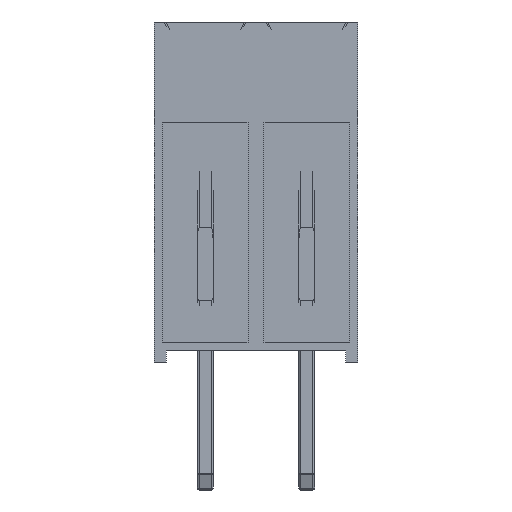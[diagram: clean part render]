
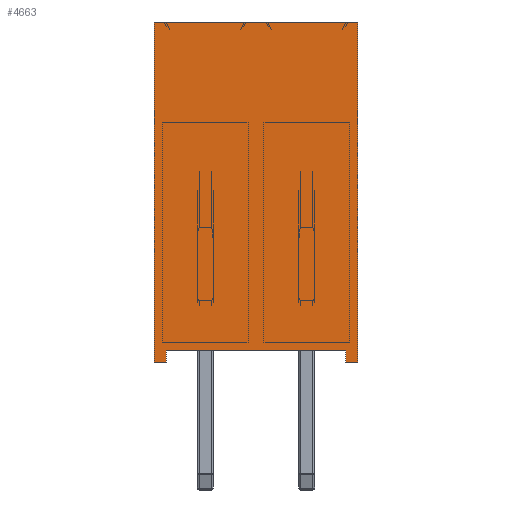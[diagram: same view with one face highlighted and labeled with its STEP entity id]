
A CAD part, left-side view. The second image highlights one B-rep face of the part: STEP entity #4663.
In plain terms, the highlighted planar face has unit normal (-1, 0, 0).
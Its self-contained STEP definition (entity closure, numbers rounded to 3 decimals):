
#690=FACE_OUTER_BOUND('',#980,.T.);
#980=EDGE_LOOP('',(#3040,#3041,#3042,#3043,#3044,#3045,#3046,#3047));
#1302=LINE('',#7272,#1650);
#1303=LINE('',#7275,#1651);
#1305=LINE('',#7279,#1653);
#1306=LINE('',#7281,#1654);
#1307=LINE('',#7283,#1655);
#1308=LINE('',#7285,#1656);
#1309=LINE('',#7287,#1657);
#1310=LINE('',#7288,#1658);
#1650=VECTOR('',#5661,10.);
#1651=VECTOR('',#5664,10.);
#1653=VECTOR('',#5668,10.);
#1654=VECTOR('',#5669,10.);
#1655=VECTOR('',#5670,10.);
#1656=VECTOR('',#5671,10.);
#1657=VECTOR('',#5672,10.);
#1658=VECTOR('',#5673,10.);
#1996=VERTEX_POINT('',#7268);
#1997=VERTEX_POINT('',#7270);
#1998=VERTEX_POINT('',#7274);
#1999=VERTEX_POINT('',#7278);
#2000=VERTEX_POINT('',#7280);
#2001=VERTEX_POINT('',#7282);
#2002=VERTEX_POINT('',#7284);
#2003=VERTEX_POINT('',#7286);
#2374=EDGE_CURVE('',#1996,#1997,#1302,.T.);
#2375=EDGE_CURVE('',#1998,#1996,#1303,.T.);
#2377=EDGE_CURVE('',#1997,#1999,#1305,.T.);
#2378=EDGE_CURVE('',#1999,#2000,#1306,.T.);
#2379=EDGE_CURVE('',#2000,#2001,#1307,.T.);
#2380=EDGE_CURVE('',#2001,#2002,#1308,.T.);
#2381=EDGE_CURVE('',#2003,#2002,#1309,.T.);
#2382=EDGE_CURVE('',#1998,#2003,#1310,.T.);
#3040=ORIENTED_EDGE('',*,*,#2377,.T.);
#3041=ORIENTED_EDGE('',*,*,#2378,.T.);
#3042=ORIENTED_EDGE('',*,*,#2379,.T.);
#3043=ORIENTED_EDGE('',*,*,#2380,.T.);
#3044=ORIENTED_EDGE('',*,*,#2381,.F.);
#3045=ORIENTED_EDGE('',*,*,#2382,.F.);
#3046=ORIENTED_EDGE('',*,*,#2375,.T.);
#3047=ORIENTED_EDGE('',*,*,#2374,.T.);
#4334=PLANE('',#5007);
#4663=ADVANCED_FACE('',(#690),#4334,.T.);
#5007=AXIS2_PLACEMENT_3D('',#7277,#5666,#5667);
#5661=DIRECTION('',(0.,0.,1.));
#5664=DIRECTION('',(0.,-1.,0.));
#5666=DIRECTION('center_axis',(-1.,0.,0.));
#5667=DIRECTION('ref_axis',(0.,-1.,0.));
#5668=DIRECTION('',(0.,-1.,0.));
#5669=DIRECTION('',(0.,0.,-1.));
#5670=DIRECTION('',(0.,-1.,0.));
#5671=DIRECTION('',(0.,0.,1.));
#5672=DIRECTION('',(0.,-1.,0.));
#5673=DIRECTION('',(0.,0.,1.));
#7268=CARTESIAN_POINT('',(-1.27,3.51,0.));
#7270=CARTESIAN_POINT('',(-1.27,3.51,0.3));
#7272=CARTESIAN_POINT('',(-1.27,3.51,0.));
#7274=CARTESIAN_POINT('',(-1.27,3.81,0.));
#7275=CARTESIAN_POINT('',(-1.27,3.81,0.));
#7277=CARTESIAN_POINT('Origin',(-1.27,1.27,0.));
#7278=CARTESIAN_POINT('',(-1.27,-0.97,0.3));
#7279=CARTESIAN_POINT('',(-1.27,1.27,0.3));
#7280=CARTESIAN_POINT('',(-1.27,-0.97,0.));
#7281=CARTESIAN_POINT('',(-1.27,-0.97,0.));
#7282=CARTESIAN_POINT('',(-1.27,-1.27,0.));
#7283=CARTESIAN_POINT('',(-1.27,1.27,0.));
#7284=CARTESIAN_POINT('',(-1.27,-1.27,8.5));
#7285=CARTESIAN_POINT('',(-1.27,-1.27,0.));
#7286=CARTESIAN_POINT('',(-1.27,3.81,8.5));
#7287=CARTESIAN_POINT('',(-1.27,3.81,8.5));
#7288=CARTESIAN_POINT('',(-1.27,3.81,0.));
